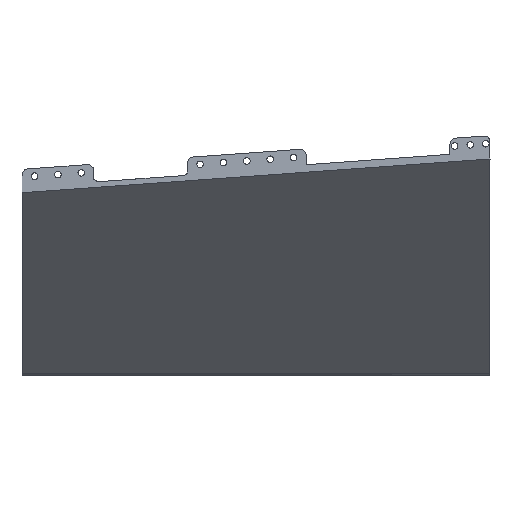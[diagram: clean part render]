
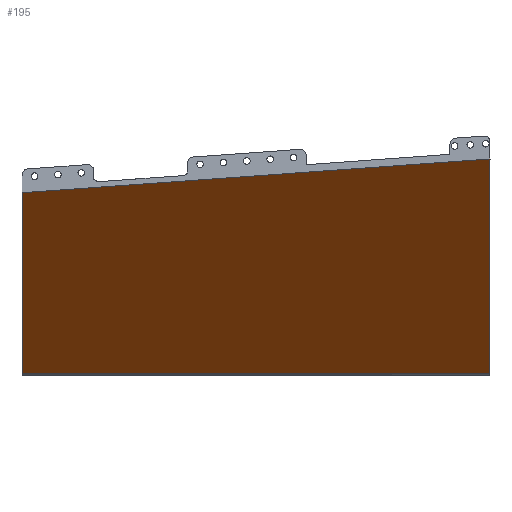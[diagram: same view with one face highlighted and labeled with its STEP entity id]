
A CAD part, left-side view. The second image highlights one B-rep face of the part: STEP entity #195.
In plain terms, the highlighted free-form (B-spline) face has degree [3, 3] with [4, 4] control points.
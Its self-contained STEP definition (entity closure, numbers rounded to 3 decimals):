
#195 = ADVANCED_FACE( '', ( #494 ), #495, .T. );
#494 = FACE_OUTER_BOUND( '', #886, .T. );
#495 = B_SPLINE_SURFACE_WITH_KNOTS( '', 3, 3, ( ( #887, #888, #889, #890 ), ( #891, #892, #893, #894 ), ( #895, #896, #897, #898 ), ( #899, #900, #901, #902 ) ), .UNSPECIFIED., .F., .F., .F., ( 4, 4 ), ( 4, 4 ), ( 0., 1. ), ( 0., 1. ), .UNSPECIFIED. );
#886 = EDGE_LOOP( '', ( #1502, #1503, #1504, #1505 ) );
#887 = CARTESIAN_POINT( '', ( -206.287, 0., -286.794 ) );
#888 = CARTESIAN_POINT( '', ( -206.287, 133.333, -296.438 ) );
#889 = CARTESIAN_POINT( '', ( -206.287, 266.667, -306.081 ) );
#890 = CARTESIAN_POINT( '', ( -206.287, 400., -315.725 ) );
#891 = CARTESIAN_POINT( '', ( -358.941, 0., -209.013 ) );
#892 = CARTESIAN_POINT( '', ( -358.971, 133.333, -218.641 ) );
#893 = CARTESIAN_POINT( '', ( -359.001, 266.667, -228.269 ) );
#894 = CARTESIAN_POINT( '', ( -359.032, 400., -237.897 ) );
#895 = CARTESIAN_POINT( '', ( -511.595, 0., -131.232 ) );
#896 = CARTESIAN_POINT( '', ( -511.656, 133.333, -140.845 ) );
#897 = CARTESIAN_POINT( '', ( -511.716, 266.667, -150.457 ) );
#898 = CARTESIAN_POINT( '', ( -511.777, 400., -160.07 ) );
#899 = CARTESIAN_POINT( '', ( -664.249, 0., -53.451 ) );
#900 = CARTESIAN_POINT( '', ( -664.34, 133.333, -63.048 ) );
#901 = CARTESIAN_POINT( '', ( -664.431, 266.667, -72.645 ) );
#902 = CARTESIAN_POINT( '', ( -664.522, 400., -82.243 ) );
#1502 = ORIENTED_EDGE( '', *, *, #2035, .T. );
#1503 = ORIENTED_EDGE( '', *, *, #2021, .T. );
#1504 = ORIENTED_EDGE( '', *, *, #1932, .T. );
#1505 = ORIENTED_EDGE( '', *, *, #2036, .T. );
#1932 = EDGE_CURVE( '', #2287, #2288, #2289, .T. );
#2021 = EDGE_CURVE( '', #2431, #2287, #2432, .T. );
#2035 = EDGE_CURVE( '', #2449, #2431, #2450, .T. );
#2036 = EDGE_CURVE( '', #2288, #2449, #2451, .T. );
#2287 = VERTEX_POINT( '', #2750 );
#2288 = VERTEX_POINT( '', #2751 );
#2289 = B_SPLINE_CURVE_WITH_KNOTS( '', 3, ( #2752, #2753, #2754, #2755, #2756, #2757, #2758, #2759, #2760, #2761 ), .UNSPECIFIED., .F., .F., ( 4, 3, 3, 4 ), ( 0., 0.1, 0.201, 0.301 ), .UNSPECIFIED. );
#2431 = VERTEX_POINT( '', #3150 );
#2432 = B_SPLINE_CURVE_WITH_KNOTS( '', 3, ( #3151, #3152, #3153, #3154, #3155, #3156, #3157 ), .UNSPECIFIED., .F., .F., ( 4, 3, 4 ), ( 0.005, 0.155, 0.308 ), .UNSPECIFIED. );
#2449 = VERTEX_POINT( '', #3268 );
#2450 = B_SPLINE_CURVE_WITH_KNOTS( '', 3, ( #3269, #3270, #3271, #3272, #3273, #3274, #3275, #3276, #3277, #3278, #3279, #3280, #3281 ), .UNSPECIFIED., .F., .F., ( 4, 3, 3, 3, 4 ), ( 0., 0.008, 0.04, 0.168, 0.302 ), .UNSPECIFIED. );
#2451 = B_SPLINE_CURVE_WITH_KNOTS( '', 3, ( #3282, #3283, #3284, #3285 ), .UNSPECIFIED., .F., .F., ( 4, 4 ), ( 0.005, 0.26 ), .UNSPECIFIED. );
#2750 = CARTESIAN_POINT( '', ( -649.277, 0.343, -61.104 ) );
#2751 = CARTESIAN_POINT( '', ( -649.482, 300., -82.674 ) );
#2752 = CARTESIAN_POINT( '', ( -649.277, 0.343, -61.104 ) );
#2753 = CARTESIAN_POINT( '', ( -649.3, 33.563, -63.496 ) );
#2754 = CARTESIAN_POINT( '', ( -649.323, 66.783, -65.887 ) );
#2755 = CARTESIAN_POINT( '', ( -649.345, 100.002, -68.278 ) );
#2756 = CARTESIAN_POINT( '', ( -649.368, 133.337, -70.677 ) );
#2757 = CARTESIAN_POINT( '', ( -649.391, 166.671, -73.077 ) );
#2758 = CARTESIAN_POINT( '', ( -649.413, 200.005, -75.476 ) );
#2759 = CARTESIAN_POINT( '', ( -649.436, 233.337, -77.875 ) );
#2760 = CARTESIAN_POINT( '', ( -649.459, 266.668, -80.274 ) );
#2761 = CARTESIAN_POINT( '', ( -649.482, 300., -82.674 ) );
#3150 = CARTESIAN_POINT( '', ( -379.158, 0.527, -198.75 ) );
#3151 = CARTESIAN_POINT( '', ( -379.158, 0.527, -198.75 ) );
#3152 = CARTESIAN_POINT( '', ( -423.758, 0.497, -176.023 ) );
#3153 = CARTESIAN_POINT( '', ( -468.358, 0.466, -153.296 ) );
#3154 = CARTESIAN_POINT( '', ( -512.958, 0.436, -130.569 ) );
#3155 = CARTESIAN_POINT( '', ( -558.398, 0.405, -107.414 ) );
#3156 = CARTESIAN_POINT( '', ( -603.837, 0.374, -84.259 ) );
#3157 = CARTESIAN_POINT( '', ( -649.277, 0.343, -61.104 ) );
#3268 = CARTESIAN_POINT( '', ( -421.667, 300., -198.75 ) );
#3269 = CARTESIAN_POINT( '', ( -421.667, 300., -198.75 ) );
#3270 = CARTESIAN_POINT( '', ( -421.293, 297.36, -198.75 ) );
#3271 = CARTESIAN_POINT( '', ( -420.918, 294.72, -198.75 ) );
#3272 = CARTESIAN_POINT( '', ( -420.543, 292.079, -198.75 ) );
#3273 = CARTESIAN_POINT( '', ( -419.044, 281.519, -198.75 ) );
#3274 = CARTESIAN_POINT( '', ( -417.545, 270.958, -198.75 ) );
#3275 = CARTESIAN_POINT( '', ( -416.046, 260.397, -198.75 ) );
#3276 = CARTESIAN_POINT( '', ( -410.05, 218.154, -198.75 ) );
#3277 = CARTESIAN_POINT( '', ( -404.053, 175.911, -198.75 ) );
#3278 = CARTESIAN_POINT( '', ( -398.057, 133.667, -198.75 ) );
#3279 = CARTESIAN_POINT( '', ( -391.757, 89.287, -198.75 ) );
#3280 = CARTESIAN_POINT( '', ( -385.458, 44.907, -198.75 ) );
#3281 = CARTESIAN_POINT( '', ( -379.158, 0.527, -198.75 ) );
#3282 = CARTESIAN_POINT( '', ( -649.482, 300., -82.674 ) );
#3283 = CARTESIAN_POINT( '', ( -573.544, 300., -121.366 ) );
#3284 = CARTESIAN_POINT( '', ( -497.605, 300., -160.058 ) );
#3285 = CARTESIAN_POINT( '', ( -421.667, 300., -198.75 ) );
